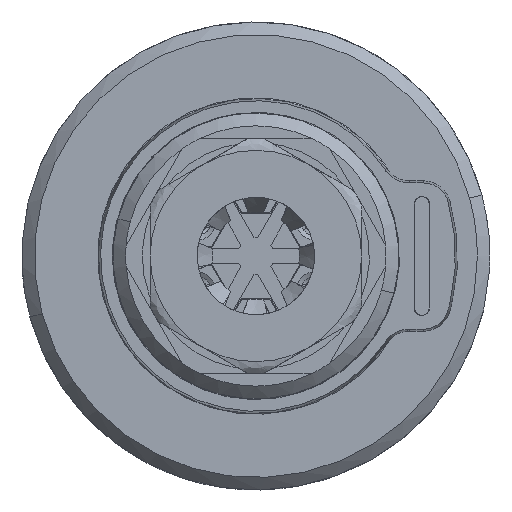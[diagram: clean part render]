
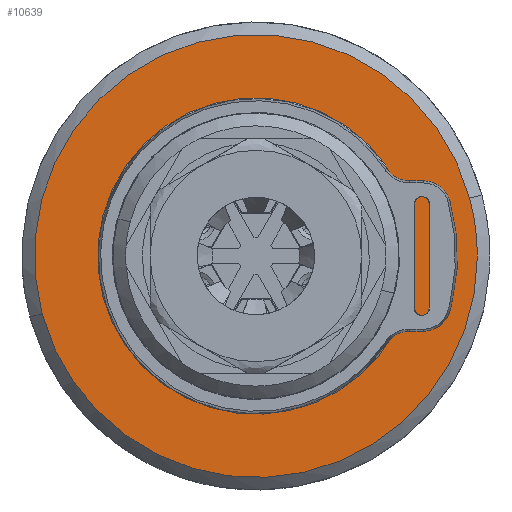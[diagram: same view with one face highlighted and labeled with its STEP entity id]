
A CAD part, left-side view. The second image highlights one B-rep face of the part: STEP entity #10639.
In plain terms, the highlighted planar face has unit normal (-1, 0, 0).
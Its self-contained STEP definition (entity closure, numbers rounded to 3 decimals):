
#10639=ADVANCED_FACE('',(#18500,#18501),#18502,.T.);
#18500=FACE_OUTER_BOUND('',#23939,.T.);
#18501=FACE_BOUND('',#23940,.T.);
#18502=PLANE('',#23941);
#23939=EDGE_LOOP('',(#34669,#34670,#34671));
#23940=EDGE_LOOP('',(#34672,#34673,#34674));
#23941=AXIS2_PLACEMENT_3D('',#34675,#34676,#34677);
#34669=ORIENTED_EDGE('',*,*,#45373,.T.);
#34670=ORIENTED_EDGE('',*,*,#45191,.T.);
#34671=ORIENTED_EDGE('',*,*,#45374,.T.);
#34672=ORIENTED_EDGE('',*,*,#45200,.F.);
#34673=ORIENTED_EDGE('',*,*,#45199,.F.);
#34674=ORIENTED_EDGE('',*,*,#45372,.F.);
#34675=CARTESIAN_POINT('',(-3.175,0.0,18.692));
#34676=DIRECTION('',(-1.0,0.0,0.0));
#34677=DIRECTION('',(0.0,0.0,1.0));
#45191=EDGE_CURVE('',#49483,#49480,#49484,.T.);
#45199=EDGE_CURVE('',#49496,#49498,#49499,.T.);
#45200=EDGE_CURVE('',#49498,#49488,#49500,.T.);
#45372=EDGE_CURVE('',#49488,#49496,#49786,.T.);
#45373=EDGE_CURVE('',#49787,#49483,#49788,.T.);
#45374=EDGE_CURVE('',#49480,#49787,#49789,.T.);
#49480=VERTEX_POINT('',#57513);
#49483=VERTEX_POINT('',#57517);
#49484=CIRCLE('',#57518,17.969);
#49488=VERTEX_POINT('',#57523);
#49496=VERTEX_POINT('',#57532);
#49498=VERTEX_POINT('',#57535);
#49499=CIRCLE('',#57536,12.834);
#49500=CIRCLE('',#57537,12.834);
#49786=CIRCLE('',#61094,12.834);
#49787=VERTEX_POINT('',#61095);
#49788=CIRCLE('',#61096,17.969);
#49789=CIRCLE('',#61097,17.969);
#57513=CARTESIAN_POINT('',(-3.175,17.347,-4.687));
#57517=CARTESIAN_POINT('',(-3.175,-17.347,4.687));
#57518=AXIS2_PLACEMENT_3D('',#69425,#69426,#69427);
#57523=CARTESIAN_POINT('',(-3.175,-12.39,3.348));
#57532=CARTESIAN_POINT('',(-3.175,12.39,-3.348));
#57535=CARTESIAN_POINT('',(-3.175,-12.834,0.));
#57536=AXIS2_PLACEMENT_3D('',#69443,#69444,#69445);
#57537=AXIS2_PLACEMENT_3D('',#69446,#69447,#69448);
#61094=AXIS2_PLACEMENT_3D('',#69743,#69744,#69745);
#61095=CARTESIAN_POINT('',(-3.175,-17.969,0.0));
#61096=AXIS2_PLACEMENT_3D('',#69746,#69747,#69748);
#61097=AXIS2_PLACEMENT_3D('',#69749,#69750,#69751);
#69425=CARTESIAN_POINT('',(-3.175,0.0,0.0));
#69426=DIRECTION('',(-1.0,0.0,0.0));
#69427=DIRECTION('',(0.0,1.0,0.0));
#69443=CARTESIAN_POINT('',(-3.175,0.0,0.0));
#69444=DIRECTION('',(-1.0,0.0,0.0));
#69445=DIRECTION('',(0.0,-1.0,0.0));
#69446=CARTESIAN_POINT('',(-3.175,0.0,0.0));
#69447=DIRECTION('',(-1.0,0.0,0.0));
#69448=DIRECTION('',(0.0,-1.0,0.0));
#69743=CARTESIAN_POINT('',(-3.175,0.0,0.0));
#69744=DIRECTION('',(-1.0,0.0,0.0));
#69745=DIRECTION('',(0.0,-1.0,0.0));
#69746=CARTESIAN_POINT('',(-3.175,0.0,0.0));
#69747=DIRECTION('',(-1.0,0.0,0.0));
#69748=DIRECTION('',(0.0,1.0,0.0));
#69749=CARTESIAN_POINT('',(-3.175,0.0,0.0));
#69750=DIRECTION('',(-1.0,0.0,0.0));
#69751=DIRECTION('',(0.0,1.0,0.0));
